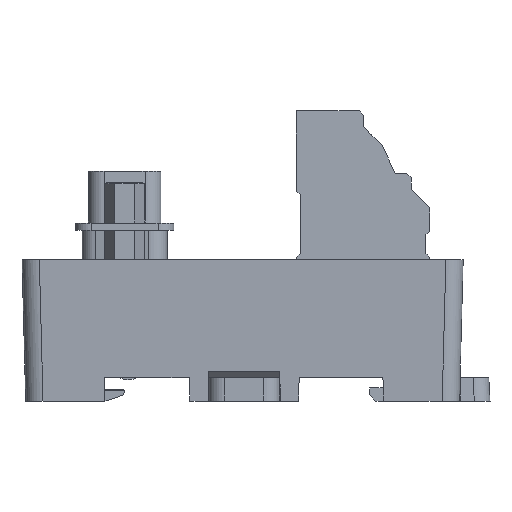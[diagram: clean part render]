
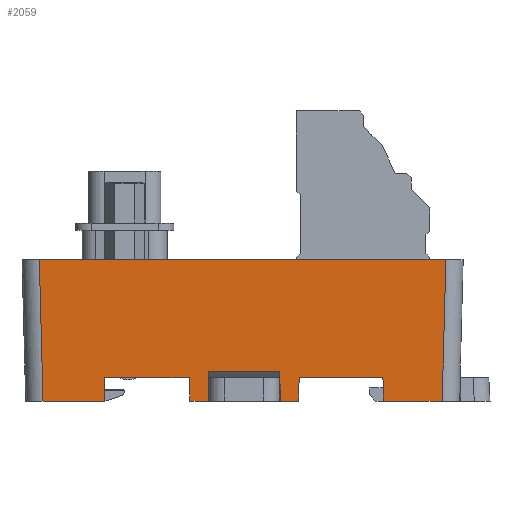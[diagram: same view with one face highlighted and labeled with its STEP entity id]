
A CAD part, left-side view. The second image highlights one B-rep face of the part: STEP entity #2059.
In plain terms, the highlighted planar face has unit normal (-1, 0, -0.026).
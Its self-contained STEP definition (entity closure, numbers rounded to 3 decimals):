
#1543=FACE_OUTER_BOUND('',#3330,.T.);
#2059=ADVANCED_FACE('',(#1543),#2590,.T.);
#2590=PLANE('',#11522);
#3330=EDGE_LOOP('',(#4636,#4637,#4638,#4639,#4640,#4641,#4642,#4643,#4644,
#4645,#4646,#4647,#4648,#4649,#4650,#4651));
#4636=ORIENTED_EDGE('',*,*,#8041,.T.);
#4637=ORIENTED_EDGE('',*,*,#8139,.T.);
#4638=ORIENTED_EDGE('',*,*,#8108,.T.);
#4639=ORIENTED_EDGE('',*,*,#8132,.F.);
#4640=ORIENTED_EDGE('',*,*,#7908,.T.);
#4641=ORIENTED_EDGE('',*,*,#8140,.F.);
#4642=ORIENTED_EDGE('',*,*,#8141,.F.);
#4643=ORIENTED_EDGE('',*,*,#8142,.T.);
#4644=ORIENTED_EDGE('',*,*,#8143,.F.);
#4645=ORIENTED_EDGE('',*,*,#8144,.T.);
#4646=ORIENTED_EDGE('',*,*,#8145,.F.);
#4647=ORIENTED_EDGE('',*,*,#8146,.T.);
#4648=ORIENTED_EDGE('',*,*,#7894,.T.);
#4649=ORIENTED_EDGE('',*,*,#8056,.T.);
#4650=ORIENTED_EDGE('',*,*,#8083,.T.);
#4651=ORIENTED_EDGE('',*,*,#8147,.T.);
#6910=VERTEX_POINT('',#15476);
#6911=VERTEX_POINT('',#15478);
#6924=VERTEX_POINT('',#15504);
#6925=VERTEX_POINT('',#15506);
#7031=VERTEX_POINT('',#15758);
#7038=VERTEX_POINT('',#15771);
#7046=VERTEX_POINT('',#15798);
#7065=VERTEX_POINT('',#15849);
#7087=VERTEX_POINT('',#15897);
#7088=VERTEX_POINT('',#15899);
#7103=VERTEX_POINT('',#15960);
#7104=VERTEX_POINT('',#15962);
#7105=VERTEX_POINT('',#15964);
#7106=VERTEX_POINT('',#15966);
#7107=VERTEX_POINT('',#15968);
#7108=VERTEX_POINT('',#15970);
#7894=EDGE_CURVE('',#6911,#6910,#9242,.T.);
#7908=EDGE_CURVE('',#6925,#6924,#9254,.T.);
#8041=EDGE_CURVE('',#7031,#7038,#9379,.T.);
#8056=EDGE_CURVE('',#6910,#7046,#9392,.T.);
#8083=EDGE_CURVE('',#7046,#7065,#9416,.T.);
#8108=EDGE_CURVE('',#7088,#7087,#9435,.T.);
#8132=EDGE_CURVE('',#6925,#7087,#9458,.T.);
#8139=EDGE_CURVE('',#7038,#7088,#9465,.T.);
#8140=EDGE_CURVE('',#7103,#6924,#9466,.T.);
#8141=EDGE_CURVE('',#7104,#7103,#9467,.T.);
#8142=EDGE_CURVE('',#7104,#7105,#9468,.T.);
#8143=EDGE_CURVE('',#7106,#7105,#9469,.T.);
#8144=EDGE_CURVE('',#7106,#7107,#9470,.T.);
#8145=EDGE_CURVE('',#7108,#7107,#9471,.T.);
#8146=EDGE_CURVE('',#7108,#6911,#9472,.T.);
#8147=EDGE_CURVE('',#7065,#7031,#9473,.T.);
#9242=LINE('',#15477,#10439);
#9254=LINE('',#15505,#10451);
#9379=LINE('',#15772,#10576);
#9392=LINE('',#15799,#10589);
#9416=LINE('',#15850,#10613);
#9435=LINE('',#15898,#10632);
#9458=LINE('',#15947,#10655);
#9465=LINE('',#15958,#10662);
#9466=LINE('',#15959,#10663);
#9467=LINE('',#15961,#10664);
#9468=LINE('',#15963,#10665);
#9469=LINE('',#15965,#10666);
#9470=LINE('',#15967,#10667);
#9471=LINE('',#15969,#10668);
#9472=LINE('',#15971,#10669);
#9473=LINE('',#15972,#10670);
#10439=VECTOR('',#12536,1.);
#10451=VECTOR('',#12552,1.);
#10576=VECTOR('',#12733,1.);
#10589=VECTOR('',#12758,1.);
#10613=VECTOR('',#12798,1.);
#10632=VECTOR('',#12831,1.);
#10655=VECTOR('',#12876,1.);
#10662=VECTOR('',#12891,1.);
#10663=VECTOR('',#12892,1.);
#10664=VECTOR('',#12893,1.);
#10665=VECTOR('',#12894,1.);
#10666=VECTOR('',#12895,1.);
#10667=VECTOR('',#12896,1.);
#10668=VECTOR('',#12897,1.);
#10669=VECTOR('',#12898,1.);
#10670=VECTOR('',#12899,1.);
#11522=AXIS2_PLACEMENT_3D('',#15973,#12900,#12901);
#12536=DIRECTION('',(0.,-1.,0.));
#12552=DIRECTION('',(0.,-1.,0.));
#12733=DIRECTION('',(0.,1.,0.));
#12758=DIRECTION('',(0.026,-0.017,-1.));
#12798=DIRECTION('',(0.,-1.,0.));
#12831=DIRECTION('',(0.,-1.,0.));
#12876=DIRECTION('',(0.026,0.017,-1.));
#12891=DIRECTION('',(0.026,-0.026,-0.999));
#12892=DIRECTION('',(-0.026,0.035,0.999));
#12893=DIRECTION('',(0.,1.,0.));
#12894=DIRECTION('',(-0.026,-0.009,1.));
#12895=DIRECTION('',(0.,1.,0.));
#12896=DIRECTION('',(0.026,-0.009,-1.));
#12897=DIRECTION('',(0.,1.,0.));
#12898=DIRECTION('',(-0.026,-0.035,0.999));
#12899=DIRECTION('',(-0.026,-0.026,0.999));
#12900=DIRECTION('',(-1.,0.,-0.026));
#12901=DIRECTION('',(-0.026,0.,1.));
#15476=CARTESIAN_POINT('',(183.243,-22.986,-13.25));
#15477=CARTESIAN_POINT('',(183.243,-5.336,-13.25));
#15478=CARTESIAN_POINT('',(183.243,-12.336,-13.25));
#15504=CARTESIAN_POINT('',(183.243,1.664,-13.25));
#15505=CARTESIAN_POINT('',(183.243,-5.336,-13.25));
#15506=CARTESIAN_POINT('',(183.243,12.414,-13.25));
#15758=CARTESIAN_POINT('',(182.85,-30.987,1.75));
#15771=CARTESIAN_POINT('',(182.85,20.715,1.75));
#15772=CARTESIAN_POINT('',(182.85,-4.836,1.75));
#15798=CARTESIAN_POINT('',(183.321,-23.039,-16.25));
#15799=CARTESIAN_POINT('',(182.842,-22.719,2.059));
#15849=CARTESIAN_POINT('',(183.321,-30.516,-16.25));
#15850=CARTESIAN_POINT('',(183.321,-5.336,-16.25));
#15897=CARTESIAN_POINT('',(183.321,12.466,-16.25));
#15898=CARTESIAN_POINT('',(183.321,-4.836,-16.25));
#15899=CARTESIAN_POINT('',(183.321,20.243,-16.25));
#15947=CARTESIAN_POINT('',(183.274,12.435,-14.454));
#15958=CARTESIAN_POINT('',(182.867,20.697,1.09));
#15959=CARTESIAN_POINT('',(183.274,1.622,-14.452));
#15960=CARTESIAN_POINT('',(183.321,1.559,-16.25));
#15961=CARTESIAN_POINT('',(183.321,-5.336,-16.25));
#15962=CARTESIAN_POINT('',(183.321,-0.76,-16.25));
#15963=CARTESIAN_POINT('',(183.274,-0.776,-14.454));
#15964=CARTESIAN_POINT('',(183.224,-0.792,-12.524));
#15965=CARTESIAN_POINT('',(183.224,204.109,-12.524));
#15966=CARTESIAN_POINT('',(183.224,-9.88,-12.524));
#15967=CARTESIAN_POINT('',(183.274,-9.897,-14.454));
#15968=CARTESIAN_POINT('',(183.321,-9.912,-16.25));
#15969=CARTESIAN_POINT('',(183.321,-5.336,-16.25));
#15970=CARTESIAN_POINT('',(183.321,-12.231,-16.25));
#15971=CARTESIAN_POINT('',(182.857,-12.85,1.468));
#15972=CARTESIAN_POINT('',(182.867,-30.97,1.09));
#15973=CARTESIAN_POINT('',(182.85,-4.836,1.747));
